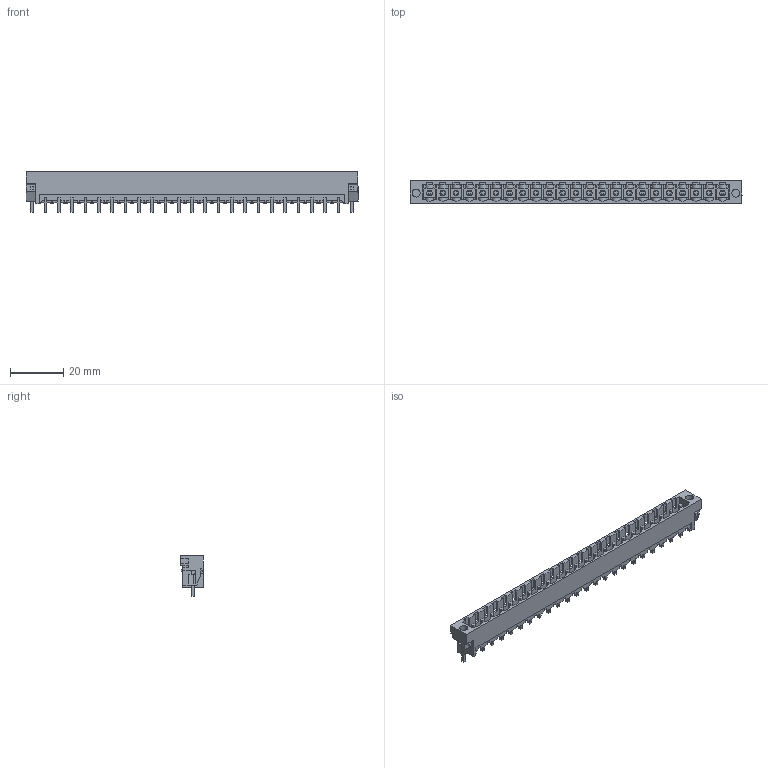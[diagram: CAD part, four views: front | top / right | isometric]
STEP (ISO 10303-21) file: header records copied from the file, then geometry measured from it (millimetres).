
FILE_DESCRIPTION(('CATIA V5 STEP Exchange','CAx-IF Rec.Pracs.--- Model Styling and Organization---1.2---2011-12-15'),'2;1');
FILE_NAME ('D1457177_0_1841600000_1841600000.stp','2018-04-12T04:56:23+00:00',('none'),('Weidmueller'),'CATIA Version 5-6 Release 2014','CATIA V5 STEP AP214','none');
FILE_SCHEMA(('AUTOMOTIVE_DESIGN { 1 0 10303 214 1 1 1 1 }'));
Length unit declared in the file: millimetre
Products named in the file (1): 1841600000
Bounding box: 124.6 x 8.43 x 15.2 mm (x, y, z)
Volume: 4603.2 mm3; surface area: 10807.6 mm2
Topology: 26 solids, 26 shells, 1524 faces, 4562 edges, 3046 vertices
Faces by surface type: plane 1273, cylinder 251
Entity records: 47960 total; most frequent: CARTESIAN_POINT 9799, ORIENTED_EDGE 9124, DIRECTION 6040, EDGE_CURVE 4562, VECTOR 3840, LINE 3840, VERTEX_POINT 3046, EDGE_LOOP 1576
